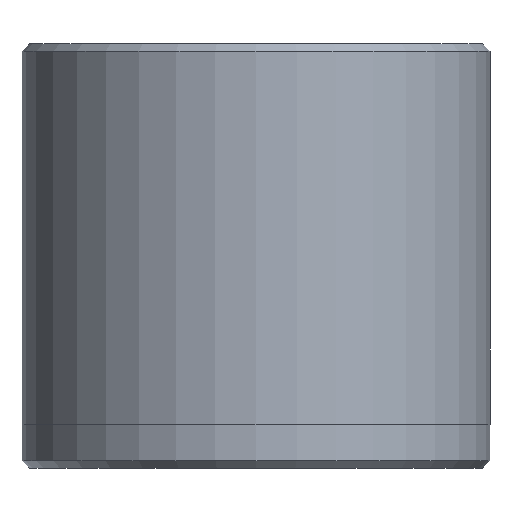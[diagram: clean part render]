
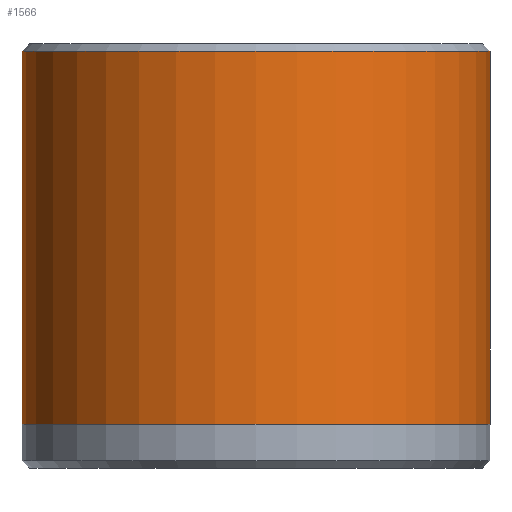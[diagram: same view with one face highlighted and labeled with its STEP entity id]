
A CAD part, front view. The second image highlights one B-rep face of the part: STEP entity #1566.
In plain terms, the highlighted cylindrical face has radius 16 mm (diameter 32 mm), a partial arc.
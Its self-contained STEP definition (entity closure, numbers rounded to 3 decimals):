
#29 = DIRECTION ( 'NONE',  ( 0., 0., -1. ) ) ;
#40 = VERTEX_POINT ( 'NONE', #339 ) ;
#54 = AXIS2_PLACEMENT_3D ( 'NONE', #885, #111, #1014 ) ;
#111 = DIRECTION ( 'NONE',  ( 0., 0., -1. ) ) ;
#140 = CARTESIAN_POINT ( 'NONE',  ( -16., 0., 28.5 ) ) ;
#165 = EDGE_CURVE ( 'NONE', #1357, #40, #527, .T. ) ;
#172 = VERTEX_POINT ( 'NONE', #878 ) ;
#176 = VECTOR ( 'NONE', #1351, 1000. ) ;
#185 = EDGE_CURVE ( 'NONE', #1468, #1357, #217, .T. ) ;
#212 = CARTESIAN_POINT ( 'NONE',  ( 16., 0., 29. ) ) ;
#217 = CIRCLE ( 'NONE', #54, 16. ) ;
#294 = LINE ( 'NONE', #212, #176 ) ;
#339 = CARTESIAN_POINT ( 'NONE',  ( -16., 0., 3. ) ) ;
#481 = CARTESIAN_POINT ( 'NONE',  ( 0., 0., 3. ) ) ;
#527 = LINE ( 'NONE', #1239, #865 ) ;
#563 = FACE_OUTER_BOUND ( 'NONE', #1061, .T. ) ;
#616 = DIRECTION ( 'NONE',  ( -1., 0., 0. ) ) ;
#624 = DIRECTION ( 'NONE',  ( 0., 0., -1. ) ) ;
#790 = EDGE_CURVE ( 'NONE', #1468, #172, #294, .T. ) ;
#794 = CARTESIAN_POINT ( 'NONE',  ( 16., 0., 28.5 ) ) ;
#820 = EDGE_CURVE ( 'NONE', #172, #40, #1465, .T. ) ;
#831 = ORIENTED_EDGE ( 'NONE', *, *, #165, .T. ) ;
#865 = VECTOR ( 'NONE', #624, 1000. ) ;
#878 = CARTESIAN_POINT ( 'NONE',  ( 16., 0., 3. ) ) ;
#885 = CARTESIAN_POINT ( 'NONE',  ( 0., 0., 28.5 ) ) ;
#919 = AXIS2_PLACEMENT_3D ( 'NONE', #481, #1359, #616 ) ;
#1014 = DIRECTION ( 'NONE',  ( 1., 0., 0. ) ) ;
#1033 = ORIENTED_EDGE ( 'NONE', *, *, #790, .F. ) ;
#1061 = EDGE_LOOP ( 'NONE', ( #1033, #1138, #831, #1321 ) ) ;
#1138 = ORIENTED_EDGE ( 'NONE', *, *, #185, .T. ) ;
#1167 = CARTESIAN_POINT ( 'NONE',  ( 0., 0., 29. ) ) ;
#1228 = AXIS2_PLACEMENT_3D ( 'NONE', #1167, #29, #1523 ) ;
#1239 = CARTESIAN_POINT ( 'NONE',  ( -16., 0., 29. ) ) ;
#1321 = ORIENTED_EDGE ( 'NONE', *, *, #820, .F. ) ;
#1351 = DIRECTION ( 'NONE',  ( 0., 0., -1. ) ) ;
#1357 = VERTEX_POINT ( 'NONE', #140 ) ;
#1359 = DIRECTION ( 'NONE',  ( 0., 0., -1. ) ) ;
#1461 = CYLINDRICAL_SURFACE ( 'NONE', #1228, 16. ) ;
#1465 = CIRCLE ( 'NONE', #919, 16. ) ;
#1468 = VERTEX_POINT ( 'NONE', #794 ) ;
#1523 = DIRECTION ( 'NONE',  ( -1., 0., 0. ) ) ;
#1566 = ADVANCED_FACE ( 'NONE', ( #563 ), #1461, .T. ) ;
